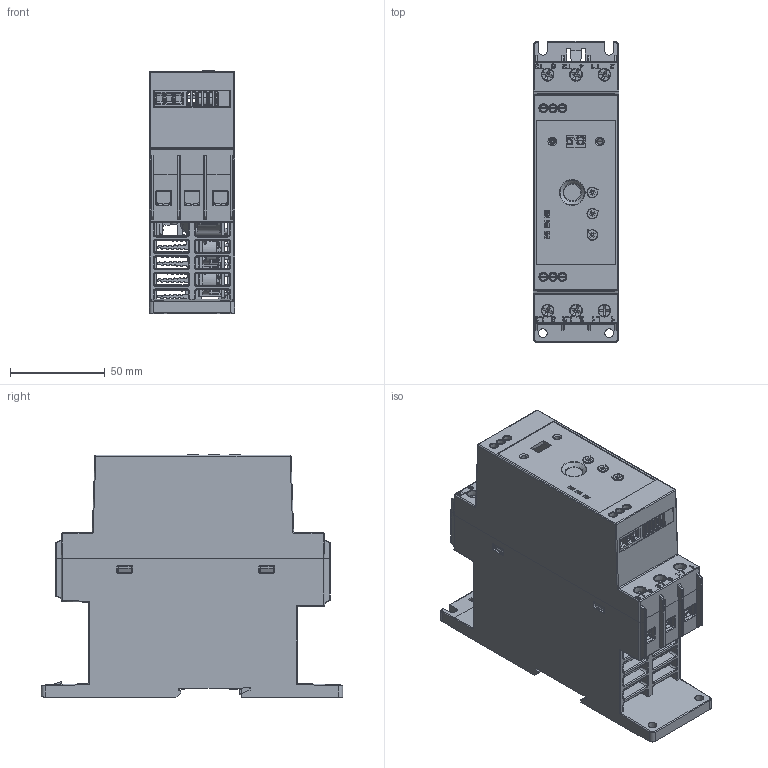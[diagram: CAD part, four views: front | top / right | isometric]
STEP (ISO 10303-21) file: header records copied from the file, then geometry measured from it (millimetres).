
FILE_DESCRIPTION(/* description */ (''),/* implementation_level */ '2;1');
FILE_NAME(/* name */ 'FILE_STP_CAD_DRAWING_3D_ADXNP_25-30A_prt.stp',/* time_stamp */ '2021-10-22T11:39:32+02:00',/* author */ (''),/* organization */ (''),/* preprocessor_version */ 'ST-DEVELOPER v16.7',/* originating_system */ 'SIEMENS PLM Software NX 12.0',/* authorisation */ '');
FILE_SCHEMA (('AUTOMOTIVE_DESIGN { 1 0 10303 214 3 1 1 1 }'));
Products named in the file (1): 3D_ADXNP_25-30A
Bounding box: 45 x 159 x 128.4 mm (x, y, z)
Surface area: 147504 mm2 (no closed solid volume)
Topology: 0 solids, 191 shells, 2251 faces, 8581 edges, 6331 vertices
Faces by surface type: plane 991, cylinder 787, bspline 188, torus 170, sphere 60, cone 39, extrusion 16
Full cylindrical faces by diameter (mm): 0.8 x1, 1.5 x9, 1.6 x4, 2 x1, 3 x1, 4 x3, 6 x2, 9 x1, 13 x2, 14.5 x1, 15 x4, 15.5 x1, 21.2 x1, 23.2 x2
Entity records: 97824 total; most frequent: CARTESIAN_POINT 26644, DIRECTION 14618, ORIENTED_EDGE 12551, EDGE_CURVE 8411, VERTEX_POINT 6283, VECTOR 5036, LINE 5020, AXIS2_PLACEMENT_3D 4791
